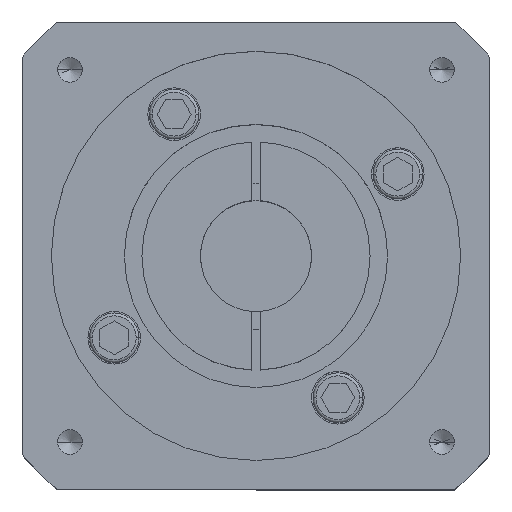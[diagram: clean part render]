
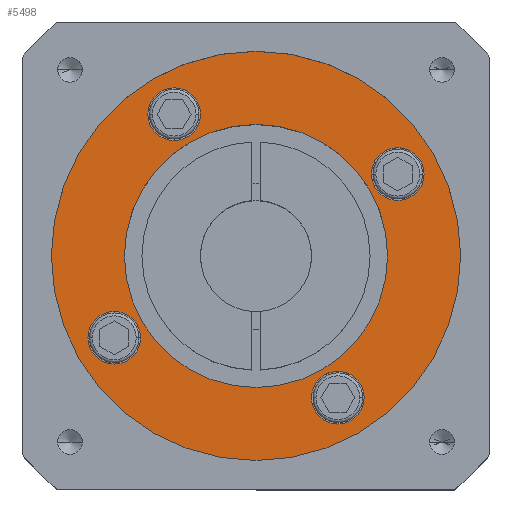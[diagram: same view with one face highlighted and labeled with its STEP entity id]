
A CAD part, top view. The second image highlights one B-rep face of the part: STEP entity #5498.
In plain terms, the highlighted planar face has unit normal (0, 0, 1).
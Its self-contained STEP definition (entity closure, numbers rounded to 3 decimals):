
#6 = FACE_BOUND ( 'NONE', #608, .T. ) ;
#55 = EDGE_CURVE ( 'NONE', #1964, #5413, #2395, .T. ) ;
#80 = DIRECTION ( 'NONE',  ( 1., 0., 0. ) ) ;
#98 = EDGE_CURVE ( 'NONE', #2111, #3313, #3476, .T. ) ;
#159 = DIRECTION ( 'NONE',  ( 0., 0., 1. ) ) ;
#180 = CIRCLE ( 'NONE', #4445, 22.5 ) ;
#192 = EDGE_CURVE ( 'NONE', #1979, #540, #5579, .T. ) ;
#222 = CARTESIAN_POINT ( 'NONE',  ( 24.249, 14., 19. ) ) ;
#270 = AXIS2_PLACEMENT_3D ( 'NONE', #509, #3754, #975 ) ;
#293 = ORIENTED_EDGE ( 'NONE', *, *, #3758, .F. ) ;
#304 = ORIENTED_EDGE ( 'NONE', *, *, #1145, .F. ) ;
#329 = CIRCLE ( 'NONE', #3565, 4.5 ) ;
#355 = EDGE_LOOP ( 'NONE', ( #3279, #293 ) ) ;
#363 = CARTESIAN_POINT ( 'NONE',  ( 0., 0., 19. ) ) ;
#379 = CARTESIAN_POINT ( 'NONE',  ( -14., 24.249, 19. ) ) ;
#509 = CARTESIAN_POINT ( 'NONE',  ( 0., 0., 19. ) ) ;
#540 = VERTEX_POINT ( 'NONE', #5023 ) ;
#548 = CIRCLE ( 'NONE', #5692, 4.5 ) ;
#608 = EDGE_LOOP ( 'NONE', ( #1239, #2471 ) ) ;
#692 = DIRECTION ( 'NONE',  ( 1., 0., 0. ) ) ;
#848 = CARTESIAN_POINT ( 'NONE',  ( 0., 0., 19. ) ) ;
#854 = DIRECTION ( 'NONE',  ( 1., 0., 0. ) ) ;
#883 = EDGE_LOOP ( 'NONE', ( #1906, #5074 ) ) ;
#911 = EDGE_LOOP ( 'NONE', ( #1754, #304 ) ) ;
#927 = CARTESIAN_POINT ( 'NONE',  ( -24.249, -14., 19. ) ) ;
#929 = CARTESIAN_POINT ( 'NONE',  ( -9.5, 24.249, 19. ) ) ;
#975 = DIRECTION ( 'NONE',  ( 1., 0., 0. ) ) ;
#1046 = CARTESIAN_POINT ( 'NONE',  ( 14., -24.249, 19. ) ) ;
#1104 = FACE_OUTER_BOUND ( 'NONE', #4514, .T. ) ;
#1145 = EDGE_CURVE ( 'NONE', #3362, #5866, #2302, .T. ) ;
#1184 = CARTESIAN_POINT ( 'NONE',  ( 0., 0., 19. ) ) ;
#1239 = ORIENTED_EDGE ( 'NONE', *, *, #3363, .F. ) ;
#1296 = DIRECTION ( 'NONE',  ( 0., 0., 1. ) ) ;
#1307 = DIRECTION ( 'NONE',  ( 1., 0., 0. ) ) ;
#1393 = DIRECTION ( 'NONE',  ( 1., 0., 0. ) ) ;
#1420 = CIRCLE ( 'NONE', #3690, 4.5 ) ;
#1504 = ORIENTED_EDGE ( 'NONE', *, *, #3549, .F. ) ;
#1567 = CIRCLE ( 'NONE', #2948, 4.5 ) ;
#1576 = AXIS2_PLACEMENT_3D ( 'NONE', #2537, #3771, #3806 ) ;
#1657 = DIRECTION ( 'NONE',  ( 1., 0., 0. ) ) ;
#1735 = DIRECTION ( 'NONE',  ( 0., 0., 1. ) ) ;
#1754 = ORIENTED_EDGE ( 'NONE', *, *, #5753, .F. ) ;
#1906 = ORIENTED_EDGE ( 'NONE', *, *, #3257, .F. ) ;
#1964 = VERTEX_POINT ( 'NONE', #2089 ) ;
#1979 = VERTEX_POINT ( 'NONE', #2247 ) ;
#2089 = CARTESIAN_POINT ( 'NONE',  ( 28.749, 14., 19. ) ) ;
#2111 = VERTEX_POINT ( 'NONE', #3256 ) ;
#2185 = VERTEX_POINT ( 'NONE', #929 ) ;
#2202 = PLANE ( 'NONE',  #2414 ) ;
#2220 = CARTESIAN_POINT ( 'NONE',  ( -14., 24.249, 19. ) ) ;
#2247 = CARTESIAN_POINT ( 'NONE',  ( -28.749, -14., 19. ) ) ;
#2269 = EDGE_CURVE ( 'NONE', #2772, #4645, #4857, .T. ) ;
#2298 = DIRECTION ( 'NONE',  ( 0., 0., 1. ) ) ;
#2302 = CIRCLE ( 'NONE', #1576, 22.5 ) ;
#2340 = FACE_BOUND ( 'NONE', #911, .T. ) ;
#2356 = CARTESIAN_POINT ( 'NONE',  ( -35., 0., 19. ) ) ;
#2387 = AXIS2_PLACEMENT_3D ( 'NONE', #5037, #2298, #5474 ) ;
#2395 = CIRCLE ( 'NONE', #5242, 4.5 ) ;
#2412 = DIRECTION ( 'NONE',  ( 0., 0., 1. ) ) ;
#2414 = AXIS2_PLACEMENT_3D ( 'NONE', #363, #1296, #4517 ) ;
#2471 = ORIENTED_EDGE ( 'NONE', *, *, #2269, .F. ) ;
#2472 = FACE_BOUND ( 'NONE', #883, .T. ) ;
#2537 = CARTESIAN_POINT ( 'NONE',  ( 0., 0., 19. ) ) ;
#2686 = DIRECTION ( 'NONE',  ( 1., 0., 0. ) ) ;
#2772 = VERTEX_POINT ( 'NONE', #5685 ) ;
#2948 = AXIS2_PLACEMENT_3D ( 'NONE', #379, #3625, #854 ) ;
#3228 = CIRCLE ( 'NONE', #4695, 4.5 ) ;
#3256 = CARTESIAN_POINT ( 'NONE',  ( 35., 0., 19. ) ) ;
#3257 = EDGE_CURVE ( 'NONE', #540, #1979, #548, .T. ) ;
#3279 = ORIENTED_EDGE ( 'NONE', *, *, #3769, .F. ) ;
#3313 = VERTEX_POINT ( 'NONE', #2356 ) ;
#3362 = VERTEX_POINT ( 'NONE', #3802 ) ;
#3363 = EDGE_CURVE ( 'NONE', #4645, #2772, #3228, .T. ) ;
#3468 = DIRECTION ( 'NONE',  ( 0., 0., 1. ) ) ;
#3476 = CIRCLE ( 'NONE', #5825, 35. ) ;
#3494 = EDGE_LOOP ( 'NONE', ( #5244, #1504 ) ) ;
#3549 = EDGE_CURVE ( 'NONE', #5413, #1964, #1420, .T. ) ;
#3565 = AXIS2_PLACEMENT_3D ( 'NONE', #2220, #5397, #2686 ) ;
#3566 = FACE_BOUND ( 'NONE', #3494, .T. ) ;
#3620 = CARTESIAN_POINT ( 'NONE',  ( -18.5, 24.249, 19. ) ) ;
#3625 = DIRECTION ( 'NONE',  ( 0., 0., 1. ) ) ;
#3690 = AXIS2_PLACEMENT_3D ( 'NONE', #222, #3468, #692 ) ;
#3754 = DIRECTION ( 'NONE',  ( 0., 0., 1. ) ) ;
#3758 = EDGE_CURVE ( 'NONE', #4894, #2185, #329, .T. ) ;
#3769 = EDGE_CURVE ( 'NONE', #2185, #4894, #1567, .T. ) ;
#3771 = DIRECTION ( 'NONE',  ( 0., 0., 1. ) ) ;
#3802 = CARTESIAN_POINT ( 'NONE',  ( -22.5, 0., 19. ) ) ;
#3806 = DIRECTION ( 'NONE',  ( 1., 0., 0. ) ) ;
#3809 = AXIS2_PLACEMENT_3D ( 'NONE', #1046, #159, #80 ) ;
#3910 = CARTESIAN_POINT ( 'NONE',  ( 18.5, -24.249, 19. ) ) ;
#4079 = DIRECTION ( 'NONE',  ( 0., 0., 1. ) ) ;
#4153 = DIRECTION ( 'NONE',  ( 0., 0., 1. ) ) ;
#4405 = DIRECTION ( 'NONE',  ( 0., 0., 1. ) ) ;
#4445 = AXIS2_PLACEMENT_3D ( 'NONE', #1184, #4405, #1657 ) ;
#4482 = CARTESIAN_POINT ( 'NONE',  ( 24.249, 14., 19. ) ) ;
#4514 = EDGE_LOOP ( 'NONE', ( #5783, #5726 ) ) ;
#4517 = DIRECTION ( 'NONE',  ( 1., 0., 0. ) ) ;
#4645 = VERTEX_POINT ( 'NONE', #3910 ) ;
#4695 = AXIS2_PLACEMENT_3D ( 'NONE', #5152, #2412, #5584 ) ;
#4759 = FACE_BOUND ( 'NONE', #355, .T. ) ;
#4857 = CIRCLE ( 'NONE', #3809, 4.5 ) ;
#4892 = CARTESIAN_POINT ( 'NONE',  ( 19.749, 14., 19. ) ) ;
#4894 = VERTEX_POINT ( 'NONE', #3620 ) ;
#4908 = CIRCLE ( 'NONE', #270, 35. ) ;
#4932 = DIRECTION ( 'NONE',  ( 1., 0., 0. ) ) ;
#4934 = CARTESIAN_POINT ( 'NONE',  ( 22.5, 0., 19. ) ) ;
#5023 = CARTESIAN_POINT ( 'NONE',  ( -19.749, -14., 19. ) ) ;
#5029 = EDGE_CURVE ( 'NONE', #3313, #2111, #4908, .T. ) ;
#5037 = CARTESIAN_POINT ( 'NONE',  ( -24.249, -14., 19. ) ) ;
#5074 = ORIENTED_EDGE ( 'NONE', *, *, #192, .F. ) ;
#5152 = CARTESIAN_POINT ( 'NONE',  ( 14., -24.249, 19. ) ) ;
#5242 = AXIS2_PLACEMENT_3D ( 'NONE', #4482, #1735, #4932 ) ;
#5244 = ORIENTED_EDGE ( 'NONE', *, *, #55, .F. ) ;
#5397 = DIRECTION ( 'NONE',  ( 0., 0., 1. ) ) ;
#5413 = VERTEX_POINT ( 'NONE', #4892 ) ;
#5474 = DIRECTION ( 'NONE',  ( 1., 0., 0. ) ) ;
#5498 = ADVANCED_FACE ( 'NONE', ( #4759, #2472, #6, #3566, #2340, #1104 ), #2202, .T. ) ;
#5579 = CIRCLE ( 'NONE', #2387, 4.5 ) ;
#5584 = DIRECTION ( 'NONE',  ( 1., 0., 0. ) ) ;
#5685 = CARTESIAN_POINT ( 'NONE',  ( 9.5, -24.249, 19. ) ) ;
#5692 = AXIS2_PLACEMENT_3D ( 'NONE', #927, #4153, #1393 ) ;
#5726 = ORIENTED_EDGE ( 'NONE', *, *, #5029, .T. ) ;
#5753 = EDGE_CURVE ( 'NONE', #5866, #3362, #180, .T. ) ;
#5783 = ORIENTED_EDGE ( 'NONE', *, *, #98, .T. ) ;
#5825 = AXIS2_PLACEMENT_3D ( 'NONE', #848, #4079, #1307 ) ;
#5866 = VERTEX_POINT ( 'NONE', #4934 ) ;
